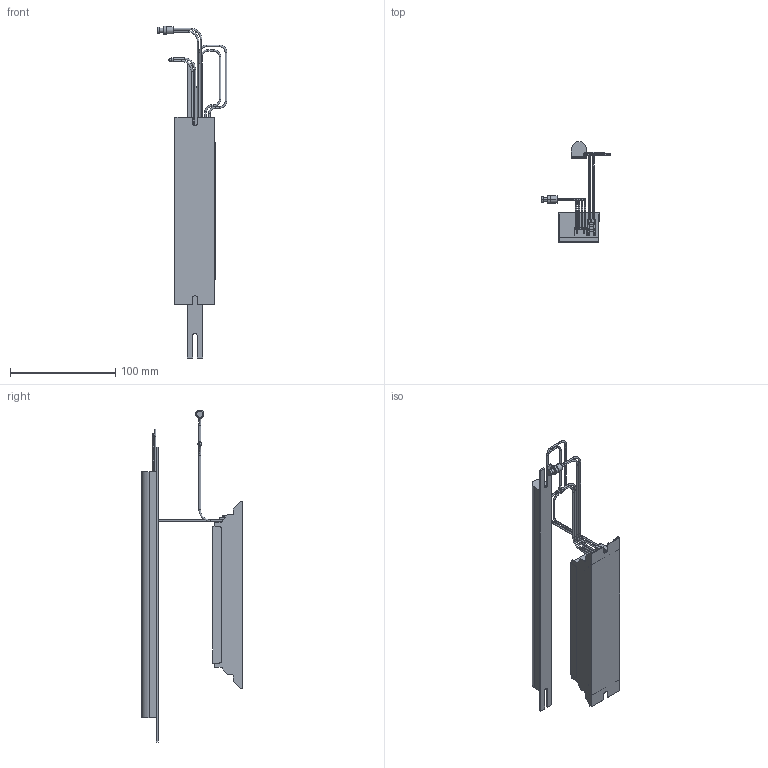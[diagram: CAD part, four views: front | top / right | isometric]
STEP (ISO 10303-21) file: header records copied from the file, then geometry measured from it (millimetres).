
FILE_DESCRIPTION (( 'STEP AP214' ), '1' );
FILE_NAME ('LLVPOD-EPK-58-1H.STEP', '2017-09-08T10:45:05', ( '' ), ( '' ), 'SwSTEP 2.0', 'SolidWorks 2014', '' );
FILE_SCHEMA (( 'AUTOMOTIVE_DESIGN' ));
Length unit declared in the file: millimetre
Products named in the file (1): LLVPOD-EPK-58-1H
Bounding box: 66.04 x 95.6 x 315.5 mm (x, y, z)
Volume: 197907.2 mm3; surface area: 46560.7 mm2
Topology: 1 solids, 1 shells, 370 faces, 962 edges, 618 vertices
Faces by surface type: plane 232, cylinder 98, torus 38, bspline 2
Entity records: 11300 total; most frequent: CARTESIAN_POINT 1979, DIRECTION 1946, ORIENTED_EDGE 1924, EDGE_CURVE 962, VECTOR 712, LINE 712, VERTEX_POINT 618, AXIS2_PLACEMENT_3D 617
